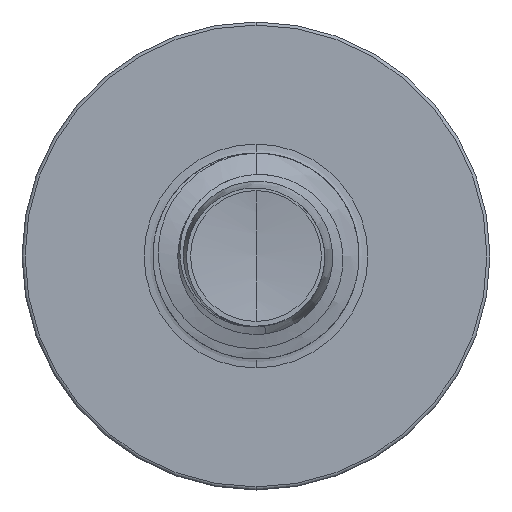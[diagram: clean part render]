
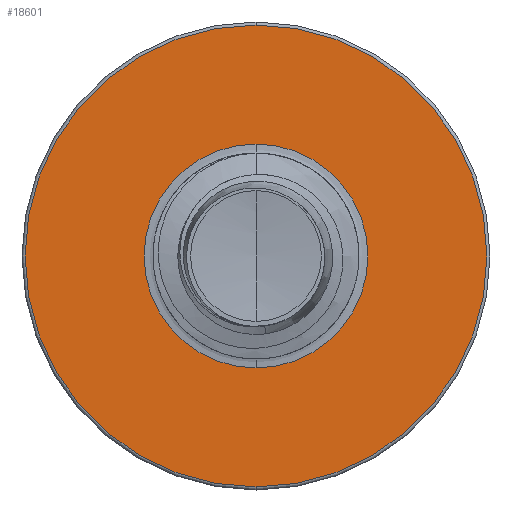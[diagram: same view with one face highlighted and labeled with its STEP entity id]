
A CAD part, front view. The second image highlights one B-rep face of the part: STEP entity #18601.
In plain terms, the highlighted planar face has unit normal (0, -1, 0).
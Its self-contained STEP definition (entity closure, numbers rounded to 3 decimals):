
#466 = AXIS2_PLACEMENT_3D ( 'NONE', #12010, #11989, #11987 ) ;
#1145 = DIRECTION ( 'NONE',  ( 0., 1., 0. ) ) ;
#1514 = VERTEX_POINT ( 'NONE', #19699 ) ;
#1630 = CARTESIAN_POINT ( 'NONE',  ( 0., 7., 1.196 ) ) ;
#2054 = AXIS2_PLACEMENT_3D ( 'NONE', #14977, #16238, #7147 ) ;
#3277 = AXIS2_PLACEMENT_3D ( 'NONE', #10434, #10429, #10410 ) ;
#3392 = AXIS2_PLACEMENT_3D ( 'NONE', #12097, #1145, #13581 ) ;
#4360 = VERTEX_POINT ( 'NONE', #1630 ) ;
#4719 = AXIS2_PLACEMENT_3D ( 'NONE', #5138, #16162, #7042 ) ;
#5138 = CARTESIAN_POINT ( 'NONE',  ( 0., 7., 0. ) ) ;
#6311 = VERTEX_POINT ( 'NONE', #19656 ) ;
#7042 = DIRECTION ( 'NONE',  ( 0., 0., 1. ) ) ;
#7147 = DIRECTION ( 'NONE',  ( 0., 0., 1. ) ) ;
#7636 = ORIENTED_EDGE ( 'NONE', *, *, #16526, .F. ) ;
#8174 = ORIENTED_EDGE ( 'NONE', *, *, #18699, .F. ) ;
#8222 = CIRCLE ( 'NONE', #466, 2.467 ) ;
#10155 = VERTEX_POINT ( 'NONE', #14266 ) ;
#10410 = DIRECTION ( 'NONE',  ( 0., 0., 1. ) ) ;
#10429 = DIRECTION ( 'NONE',  ( 0., 1., 0. ) ) ;
#10434 = CARTESIAN_POINT ( 'NONE',  ( 0., 7., 0. ) ) ;
#10630 = CIRCLE ( 'NONE', #4719, 2.467 ) ;
#11987 = DIRECTION ( 'NONE',  ( 0., 0., 1. ) ) ;
#11989 = DIRECTION ( 'NONE',  ( 0., 1., 0. ) ) ;
#12010 = CARTESIAN_POINT ( 'NONE',  ( 0., 7., 0. ) ) ;
#12097 = CARTESIAN_POINT ( 'NONE',  ( 0., 7., 0. ) ) ;
#12176 = ORIENTED_EDGE ( 'NONE', *, *, #14998, .T. ) ;
#13581 = DIRECTION ( 'NONE',  ( 0., 0., 1. ) ) ;
#13633 = PLANE ( 'NONE',  #2054 ) ;
#14097 = ORIENTED_EDGE ( 'NONE', *, *, #18681, .T. ) ;
#14231 = EDGE_LOOP ( 'NONE', ( #14097, #12176 ) ) ;
#14266 = CARTESIAN_POINT ( 'NONE',  ( 0., 7., -2.467 ) ) ;
#14531 = FACE_BOUND ( 'NONE', #14231, .T. ) ;
#14977 = CARTESIAN_POINT ( 'NONE',  ( 0., 7., -1.196 ) ) ;
#14998 = EDGE_CURVE ( 'NONE', #1514, #4360, #19565, .T. ) ;
#16162 = DIRECTION ( 'NONE',  ( 0., 1., 0. ) ) ;
#16238 = DIRECTION ( 'NONE',  ( 0., 1., 0. ) ) ;
#16526 = EDGE_CURVE ( 'NONE', #6311, #10155, #8222, .T. ) ;
#17075 = CIRCLE ( 'NONE', #3392, 1.196 ) ;
#17788 = EDGE_LOOP ( 'NONE', ( #7636, #8174 ) ) ;
#18601 = ADVANCED_FACE ( 'NONE', ( #18715, #14531 ), #13633, .F. ) ;
#18681 = EDGE_CURVE ( 'NONE', #4360, #1514, #17075, .T. ) ;
#18699 = EDGE_CURVE ( 'NONE', #10155, #6311, #10630, .T. ) ;
#18715 = FACE_OUTER_BOUND ( 'NONE', #17788, .T. ) ;
#19565 = CIRCLE ( 'NONE', #3277, 1.196 ) ;
#19656 = CARTESIAN_POINT ( 'NONE',  ( 0., 7., 2.467 ) ) ;
#19699 = CARTESIAN_POINT ( 'NONE',  ( 0., 7., -1.196 ) ) ;
